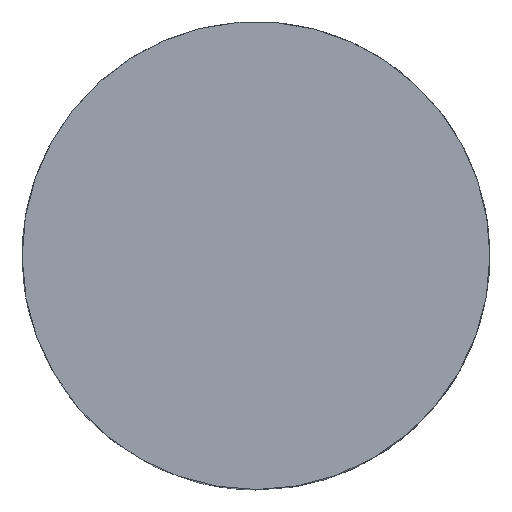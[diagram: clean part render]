
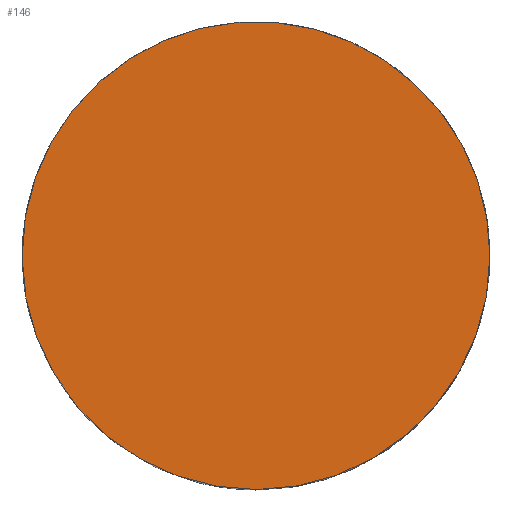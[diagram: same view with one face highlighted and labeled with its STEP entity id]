
A CAD part, top view. The second image highlights one B-rep face of the part: STEP entity #146.
In plain terms, the highlighted planar face has unit normal (0, 0, 1).
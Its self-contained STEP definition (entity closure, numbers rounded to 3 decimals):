
#146=ADVANCED_FACE('240[2]',(#412),#413,.F.);
#167=EDGE_CURVE('240[2]',#447,#447,#448,.T.);
#412=FACE_OUTER_BOUND('',#760,.T.);
#413=PLANE('',#761);
#447=VERTEX_POINT('',#806);
#448=CIRCLE('',#807,25.0);
#760=EDGE_LOOP('',(#1279));
#761=AXIS2_PLACEMENT_3D('',#1280,#1281,#1282);
#806=CARTESIAN_POINT('',(25.,0.,0.0));
#807=AXIS2_PLACEMENT_3D('',#1331,#1332,#1333);
#1279=ORIENTED_EDGE('',*,*,#167,.F.);
#1280=CARTESIAN_POINT('',(-12.5,0.,0.));
#1281=DIRECTION('',(0.0,0.0,-1.0));
#1282=DIRECTION('',(0.,1.0,0.0));
#1331=CARTESIAN_POINT('',(0.0,0.0,0.0));
#1332=DIRECTION('',(0.0,0.0,-1.0));
#1333=DIRECTION('',(-1.0,0.,0.0));
